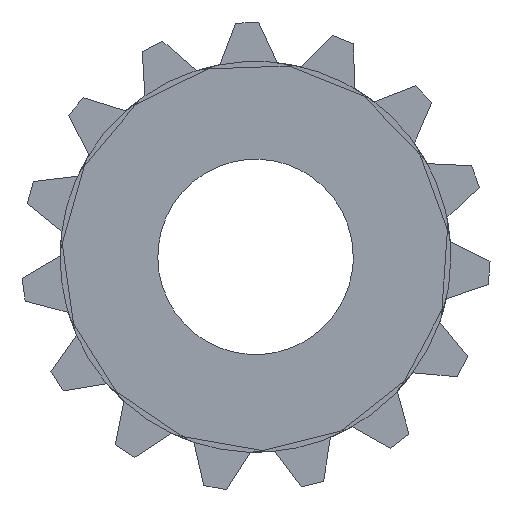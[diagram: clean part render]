
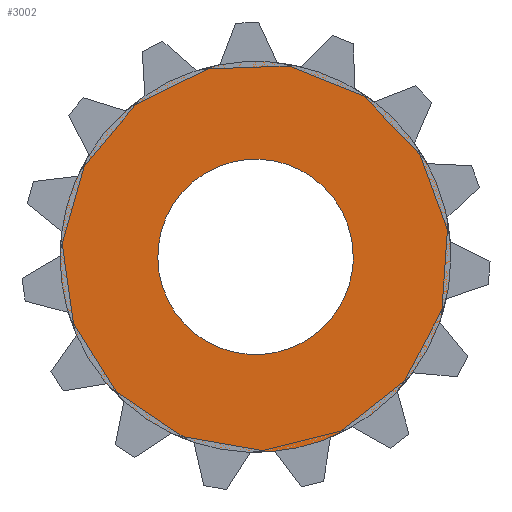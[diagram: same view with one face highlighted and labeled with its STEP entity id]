
A CAD part, front view. The second image highlights one B-rep face of the part: STEP entity #3002.
In plain terms, the highlighted planar face has unit normal (0, -1, 0).
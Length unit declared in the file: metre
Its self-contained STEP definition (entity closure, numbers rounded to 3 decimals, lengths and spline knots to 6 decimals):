
#28 = CARTESIAN_POINT('NONE', (6.4516, 0, -0));
#29 = VERTEX_POINT('NONE', #28);
#32 = CARTESIAN_POINT('NONE', (3.2258, 0, 0.));
#33 = VERTEX_POINT('NONE', #32);
#444 = CARTESIAN_POINT('NONE', (6.4516, 0, -0));
#445 = CARTESIAN_POINT('NONE', (6.4516, 0, -6.4516));
#446 = CARTESIAN_POINT('NONE', (0., 0, -6.4516));
#447 = CARTESIAN_POINT('NONE', (-6.4516, 0, -6.4516));
#448 = CARTESIAN_POINT('NONE', (-6.4516, 0, 0.));
#449 = CARTESIAN_POINT('NONE', (-6.4516, 0, 6.4516));
#450 = CARTESIAN_POINT('NONE', (0., 0, 6.4516));
#451 = CARTESIAN_POINT('NONE', (6.4516, 0, 6.4516));
#452 = CARTESIAN_POINT('NONE', (6.4516, 0, -0));
#453 = (
  BOUNDED_CURVE()
  B_SPLINE_CURVE(2, (#444, #445, #446, #447, #448, #449, #450, #451, #452), .UNSPECIFIED., .F., .F.)
  B_SPLINE_CURVE_WITH_KNOTS((3, 2, 2, 2, 3), (0, 0.25, 0.5, 0.75, 1), .UNSPECIFIED.)
  CURVE()
  GEOMETRIC_REPRESENTATION_ITEM()
  RATIONAL_B_SPLINE_CURVE((1, 0.707, 1, 0.707, 1, 0.707, 1, 0.707, 1))
  REPRESENTATION_ITEM('NONE')
);
#468 = CARTESIAN_POINT('NONE', (3.2258, 0, 0.));
#469 = CARTESIAN_POINT('NONE', (3.2258, 0, 3.2258));
#470 = CARTESIAN_POINT('NONE', (0., 0, 3.2258));
#471 = CARTESIAN_POINT('NONE', (-3.2258, 0, 3.2258));
#472 = CARTESIAN_POINT('NONE', (-3.2258, 0, 0.));
#473 = CARTESIAN_POINT('NONE', (-3.2258, 0, -3.2258));
#474 = CARTESIAN_POINT('NONE', (0., 0, -3.2258));
#475 = CARTESIAN_POINT('NONE', (3.2258, 0, -3.2258));
#476 = CARTESIAN_POINT('NONE', (3.2258, 0, 0.));
#477 = (
  BOUNDED_CURVE()
  B_SPLINE_CURVE(2, (#468, #469, #470, #471, #472, #473, #474, #475, #476), .UNSPECIFIED., .F., .F.)
  B_SPLINE_CURVE_WITH_KNOTS((3, 2, 2, 2, 3), (1, 1.25, 1.5, 1.75, 2), .UNSPECIFIED.)
  CURVE()
  GEOMETRIC_REPRESENTATION_ITEM()
  RATIONAL_B_SPLINE_CURVE((1, 0.707, 1, 0.707, 1, 0.707, 1, 0.707, 1))
  REPRESENTATION_ITEM('NONE')
);
#1518 = EDGE_CURVE('NONE', #29, #29, #453, .T.);
#1521 = EDGE_CURVE('NONE', #33, #33, #477, .T.);
#1830 = ORIENTED_EDGE('NONE', *, *, #1518, .T.);
#1831 = EDGE_LOOP('NONE', (#1830));
#1832 = ORIENTED_EDGE('NONE', *, *, #1521, .T.);
#1833 = EDGE_LOOP('NONE', (#1832));
#2524 = CARTESIAN_POINT('NONE', (0, 0, -0));
#2525 = DIRECTION('NONE', (0, 1, 0));
#2526 = AXIS2_PLACEMENT_3D('NONE', #2524, #2525, $);
#2527 = PLANE('NONE', #2526);
#3000 = FACE_OUTER_BOUND('NONE', #1831, .F.);
#3001 = FACE_BOUND('NONE', #1833, .F.);
#3002 = ADVANCED_FACE('NONE', (#3000, #3001), #2527, .F.);
